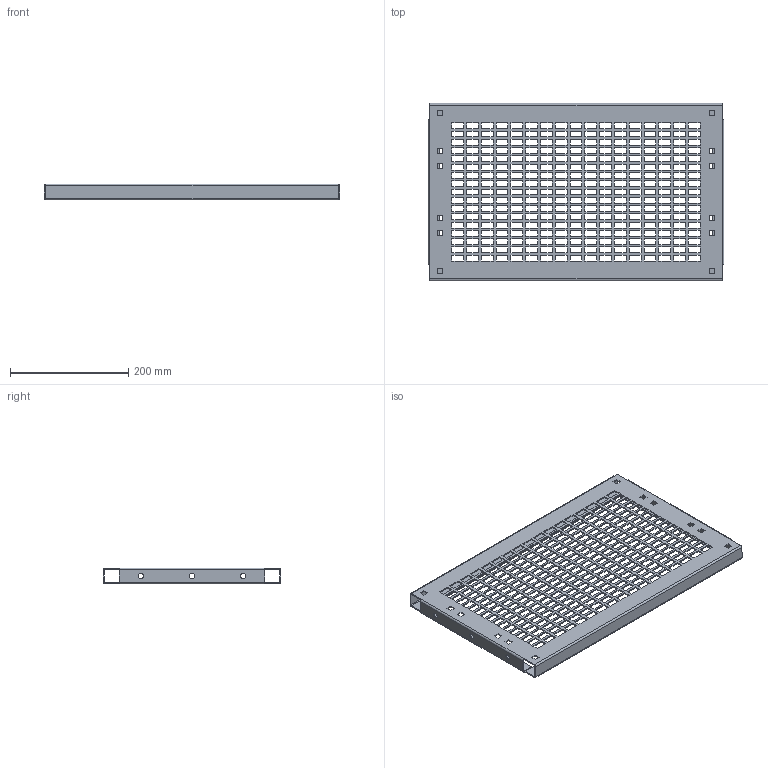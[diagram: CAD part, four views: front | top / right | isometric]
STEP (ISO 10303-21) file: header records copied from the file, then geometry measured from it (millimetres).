
FILE_DESCRIPTION (( 'STEP AP214' ), '1' );
FILE_NAME ('MP3P600 Ïàíåëü ìîíòàæíàÿ ïåðôîðèðîâàííàÿ.step', '2020-11-05T18:15:00', ( '' ), ( '' ), 'SwSTEP 2.0', 'SolidWorks 2019', '' );
FILE_SCHEMA (( 'AUTOMOTIVE_DESIGN' ));
Length unit declared in the file: millimetre
Products named in the file (3): AVT004.08.00.05 Ïàíåëü ìîíòàæíàÿ; AVT004.08.00.05 Ïàíåëü ìîíòàæíàÿ_00; MP3P600 Ïàíåëü ìîíòàæíàÿ ïåðôîðèðîâàííàÿ
Assembly tree (1 placements, depth 2):
  AVT004.08.00.05 Ïàíåëü ìîíòàæíàÿ
  MP3P600 Ïàíåëü ìîíòàæíàÿ ïåðôîðèðîâàííàÿ
    AVT004.08.00.05 Ïàíåëü ìîíòàæíàÿ_00
Bounding box: 500 x 300 x 27 mm (x, y, z)
Volume: 313122.8 mm3; surface area: 352906.6 mm2
Topology: 1 solids, 1 shells, 1290 faces, 3800 edges, 2512 vertices
Faces by surface type: plane 1262, cylinder 28
Entity records: 43317 total; most frequent: CARTESIAN_POINT 7607, ORIENTED_EDGE 7600, DIRECTION 6446, EDGE_CURVE 3800, LINE 3744, VECTOR 3744, VERTEX_POINT 2512, EDGE_LOOP 1904
